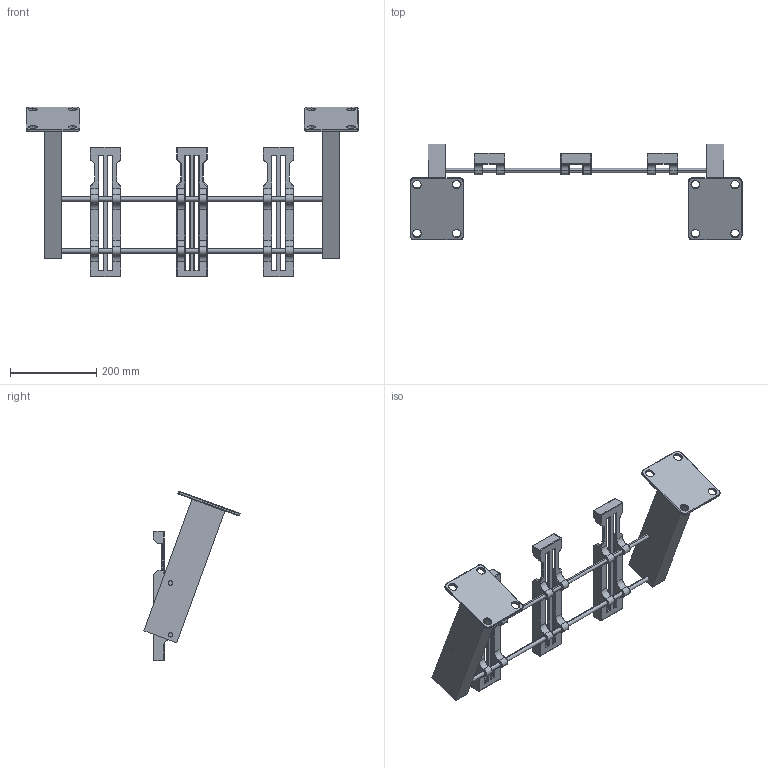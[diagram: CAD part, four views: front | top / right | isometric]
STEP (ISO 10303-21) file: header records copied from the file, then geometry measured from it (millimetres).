
FILE_DESCRIPTION (( 'STEP AP214' ), '1' );
FILE_NAME ('cover mag assembly.STEP', '2021-04-23T11:55:45', ( '' ), ( '' ), 'SwSTEP 2.0', 'SolidWorks 2020', '' );
FILE_SCHEMA (( 'AUTOMOTIVE_DESIGN' ));
Length unit declared in the file: millimetre
Products named in the file (4): 300mm_rod; cover mag assembly; cover mag; Stand
Assembly tree (7 placements, depth 2):
  cover mag assembly
    cover mag  x3
    300mm_rod  x2
    Stand  x2
Bounding box: 768 x 222.42 x 392.27 mm (x, y, z)
Volume: 2952958.8 mm3; surface area: 507925.8 mm2
Topology: 7 solids, 7 shells, 1047 faces, 2426 edges, 1308 vertices
Faces by surface type: cylinder 492, torus 283, plane 152, sphere 102, bspline 18
Entity records: 10491 total; most frequent: DIRECTION 2029, CARTESIAN_POINT 1882, ORIENTED_EDGE 1644, AXIS2_PLACEMENT_3D 853, EDGE_CURVE 822, CIRCLE 483, VERTEX_POINT 460, EDGE_LOOP 390
